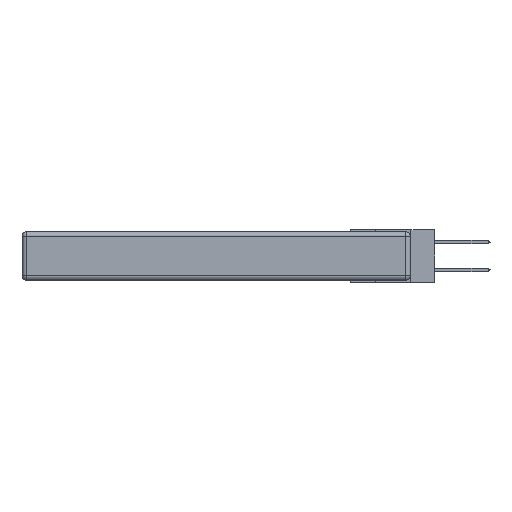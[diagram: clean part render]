
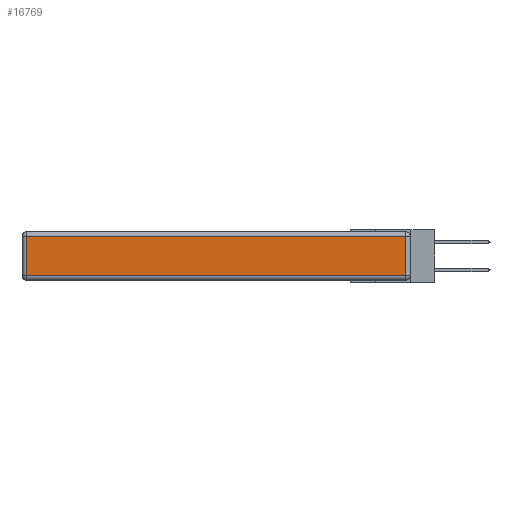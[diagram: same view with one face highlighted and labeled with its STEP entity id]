
A CAD part, left-side view. The second image highlights one B-rep face of the part: STEP entity #16769.
In plain terms, the highlighted planar face has unit normal (-1, 0, 0).
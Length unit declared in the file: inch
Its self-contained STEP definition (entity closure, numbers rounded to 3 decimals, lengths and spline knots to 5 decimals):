
#1252 = ORIENTED_EDGE ( 'NONE', *, *, #13061, .T. ) ;
#1407 = LINE ( 'NONE', #5124, #3851 ) ;
#1446 = LINE ( 'NONE', #17349, #23852 ) ;
#1653 = PLANE ( 'NONE',  #16315 ) ;
#3124 = CARTESIAN_POINT ( 'NONE',  ( 0., 0.03, -0.343 ) ) ;
#3715 = DIRECTION ( 'NONE',  ( 0., 0., 1. ) ) ;
#3851 = VECTOR ( 'NONE', #7465, 39.37008 ) ;
#5124 = CARTESIAN_POINT ( 'NONE',  ( 0., 2.72, -0.343 ) ) ;
#5638 = CARTESIAN_POINT ( 'NONE',  ( 0., 0.03, -0.313 ) ) ;
#5664 = LINE ( 'NONE', #3124, #22791 ) ;
#5779 = FACE_OUTER_BOUND ( 'NONE', #13904, .T. ) ;
#6172 = DIRECTION ( 'NONE',  ( -1., 0., 0. ) ) ;
#6484 = CARTESIAN_POINT ( 'NONE',  ( 0., 2.72, -0.03 ) ) ;
#6785 = EDGE_CURVE ( 'NONE', #24457, #14315, #10709, .T. ) ;
#7465 = DIRECTION ( 'NONE',  ( 0., 0., -1. ) ) ;
#7804 = DIRECTION ( 'NONE',  ( 0., -1., 0. ) ) ;
#9075 = ORIENTED_EDGE ( 'NONE', *, *, #23565, .T. ) ;
#10709 = LINE ( 'NONE', #21134, #21924 ) ;
#12555 = EDGE_CURVE ( 'NONE', #14315, #26559, #5664, .T. ) ;
#13060 = DIRECTION ( 'NONE',  ( 0., 1., 0. ) ) ;
#13061 = EDGE_CURVE ( 'NONE', #13301, #24457, #1407, .T. ) ;
#13301 = VERTEX_POINT ( 'NONE', #6484 ) ;
#13904 = EDGE_LOOP ( 'NONE', ( #26761, #14967, #9075, #1252 ) ) ;
#14315 = VERTEX_POINT ( 'NONE', #5638 ) ;
#14523 = DIRECTION ( 'NONE',  ( 0., 0., 1. ) ) ;
#14967 = ORIENTED_EDGE ( 'NONE', *, *, #12555, .T. ) ;
#16315 = AXIS2_PLACEMENT_3D ( 'NONE', #19657, #6172, #3715 ) ;
#16769 = ADVANCED_FACE ( 'NONE', ( #5779 ), #1653, .T. ) ;
#17349 = CARTESIAN_POINT ( 'NONE',  ( 0., 2.75, -0.03 ) ) ;
#18623 = CARTESIAN_POINT ( 'NONE',  ( 0., 0.03, -0.03 ) ) ;
#19657 = CARTESIAN_POINT ( 'NONE',  ( 0., 0., -0.343 ) ) ;
#21134 = CARTESIAN_POINT ( 'NONE',  ( 0., 0., -0.313 ) ) ;
#21924 = VECTOR ( 'NONE', #7804, 39.37008 ) ;
#22791 = VECTOR ( 'NONE', #14523, 39.37008 ) ;
#23565 = EDGE_CURVE ( 'NONE', #26559, #13301, #1446, .T. ) ;
#23852 = VECTOR ( 'NONE', #13060, 39.37008 ) ;
#24457 = VERTEX_POINT ( 'NONE', #26902 ) ;
#26559 = VERTEX_POINT ( 'NONE', #18623 ) ;
#26761 = ORIENTED_EDGE ( 'NONE', *, *, #6785, .T. ) ;
#26902 = CARTESIAN_POINT ( 'NONE',  ( 0., 2.72, -0.313 ) ) ;
